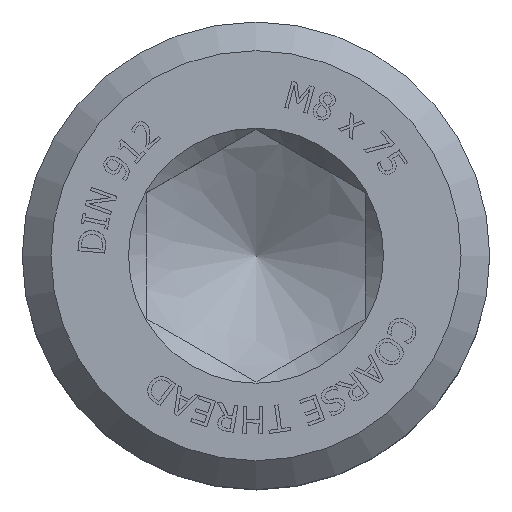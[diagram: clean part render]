
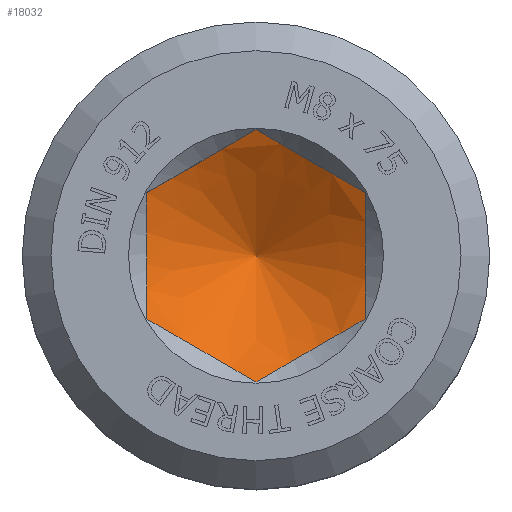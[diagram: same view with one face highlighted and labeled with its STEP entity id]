
A CAD part, top view. The second image highlights one B-rep face of the part: STEP entity #18032.
In plain terms, the highlighted conical face has half-angle 60 degrees and reference radius 2.6 mm.
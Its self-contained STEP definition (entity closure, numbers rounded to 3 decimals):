
#17660=CARTESIAN_POINT('',(0.,3.51,-4.0));
#17661=VERTEX_POINT('',#17660);
#17668=CARTESIAN_POINT('',(3.04,1.755,-4.0));
#17669=VERTEX_POINT('',#17668);
#17670=CARTESIAN_POINT('',(3.04,1.755,-4.0));
#17671=CARTESIAN_POINT('',(1.52,2.633,-4.507));
#17672=CARTESIAN_POINT('',(0.,3.51,-4.0));
#17680=(BOUNDED_CURVE()B_SPLINE_CURVE(2,(#17670,#17671,#17672),.UNSPECIFIED.,.F.,.U.)B_SPLINE_CURVE_WITH_KNOTS((3,3),(0.21,0.67),.UNSPECIFIED.)CURVE()GEOMETRIC_REPRESENTATION_ITEM()RATIONAL_B_SPLINE_CURVE((1.258,1.453,1.258))REPRESENTATION_ITEM(''));
#17681=EDGE_CURVE('',#17669,#17661,#17680,.T.);
#17698=CARTESIAN_POINT('',(-3.04,1.755,-4.0));
#17699=VERTEX_POINT('',#17698);
#17706=CARTESIAN_POINT('',(0.,3.51,-4.0));
#17707=CARTESIAN_POINT('',(-1.52,2.633,-4.507));
#17708=CARTESIAN_POINT('',(-3.04,1.755,-4.0));
#17716=(BOUNDED_CURVE()B_SPLINE_CURVE(2,(#17706,#17707,#17708),.UNSPECIFIED.,.F.,.U.)B_SPLINE_CURVE_WITH_KNOTS((3,3),(0.21,0.67),.UNSPECIFIED.)CURVE()GEOMETRIC_REPRESENTATION_ITEM()RATIONAL_B_SPLINE_CURVE((1.258,1.453,1.258))REPRESENTATION_ITEM(''));
#17717=EDGE_CURVE('',#17661,#17699,#17716,.T.);
#17729=CARTESIAN_POINT('',(-3.04,-1.755,-4.0));
#17730=VERTEX_POINT('',#17729);
#17737=CARTESIAN_POINT('',(-3.04,1.755,-4.0));
#17738=CARTESIAN_POINT('',(-3.04,0.,-4.507));
#17739=CARTESIAN_POINT('',(-3.04,-1.755,-4.0));
#17747=(BOUNDED_CURVE()B_SPLINE_CURVE(2,(#17737,#17738,#17739),.UNSPECIFIED.,.F.,.U.)B_SPLINE_CURVE_WITH_KNOTS((3,3),(0.21,0.67),.UNSPECIFIED.)CURVE()GEOMETRIC_REPRESENTATION_ITEM()RATIONAL_B_SPLINE_CURVE((1.258,1.453,1.258))REPRESENTATION_ITEM(''));
#17748=EDGE_CURVE('',#17699,#17730,#17747,.T.);
#17760=CARTESIAN_POINT('',(0.,-3.51,-4.0));
#17761=VERTEX_POINT('',#17760);
#17768=CARTESIAN_POINT('',(-3.04,-1.755,-4.0));
#17769=CARTESIAN_POINT('',(-1.52,-2.633,-4.507));
#17770=CARTESIAN_POINT('',(0.,-3.51,-4.0));
#17778=(BOUNDED_CURVE()B_SPLINE_CURVE(2,(#17768,#17769,#17770),.UNSPECIFIED.,.F.,.U.)B_SPLINE_CURVE_WITH_KNOTS((3,3),(0.21,0.67),.UNSPECIFIED.)CURVE()GEOMETRIC_REPRESENTATION_ITEM()RATIONAL_B_SPLINE_CURVE((1.258,1.453,1.258))REPRESENTATION_ITEM(''));
#17779=EDGE_CURVE('',#17730,#17761,#17778,.T.);
#17791=CARTESIAN_POINT('',(3.04,-1.755,-4.));
#17792=VERTEX_POINT('',#17791);
#17799=CARTESIAN_POINT('',(0.,-3.51,-4.0));
#17800=CARTESIAN_POINT('',(1.52,-2.633,-4.507));
#17801=CARTESIAN_POINT('',(3.04,-1.755,-4.));
#17809=(BOUNDED_CURVE()B_SPLINE_CURVE(2,(#17799,#17800,#17801),.UNSPECIFIED.,.F.,.U.)B_SPLINE_CURVE_WITH_KNOTS((3,3),(0.21,0.67),.UNSPECIFIED.)CURVE()GEOMETRIC_REPRESENTATION_ITEM()RATIONAL_B_SPLINE_CURVE((1.258,1.453,1.258))REPRESENTATION_ITEM(''));
#17810=EDGE_CURVE('',#17761,#17792,#17809,.T.);
#17823=CARTESIAN_POINT('',(3.04,-1.755,-4.));
#17824=CARTESIAN_POINT('',(3.04,0.,-4.507));
#17825=CARTESIAN_POINT('',(3.04,1.755,-4.0));
#17833=(BOUNDED_CURVE()B_SPLINE_CURVE(2,(#17823,#17824,#17825),.UNSPECIFIED.,.F.,.U.)B_SPLINE_CURVE_WITH_KNOTS((3,3),(0.21,0.67),.UNSPECIFIED.)CURVE()GEOMETRIC_REPRESENTATION_ITEM()RATIONAL_B_SPLINE_CURVE((1.258,1.453,1.258))REPRESENTATION_ITEM(''));
#17834=EDGE_CURVE('',#17792,#17669,#17833,.T.);
#18019=CARTESIAN_POINT('',(0.0,0.,-4.526));
#18020=DIRECTION('',(0.0,0.,1.0));
#18021=DIRECTION('',(0.0,1.0,0.0));
#18022=AXIS2_PLACEMENT_3D('',#18019,#18020,#18021);
#18023=CONICAL_SURFACE('',#18022,2.6,60.);
#18024=ORIENTED_EDGE('',*,*,#17748,.T.);
#18025=ORIENTED_EDGE('',*,*,#17779,.T.);
#18026=ORIENTED_EDGE('',*,*,#17810,.T.);
#18027=ORIENTED_EDGE('',*,*,#17834,.T.);
#18028=ORIENTED_EDGE('',*,*,#17681,.T.);
#18029=ORIENTED_EDGE('',*,*,#17717,.T.);
#18030=EDGE_LOOP('',(#18024,#18025,#18026,#18027,#18028,#18029));
#18031=FACE_OUTER_BOUND('',#18030,.T.);
#18032=ADVANCED_FACE('',(#18031),#18023,.F.);
